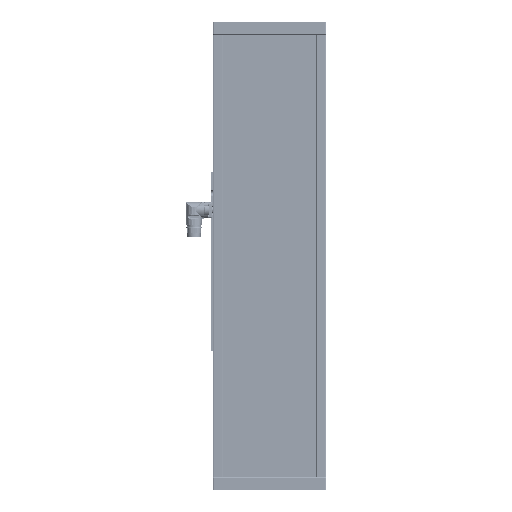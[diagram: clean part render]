
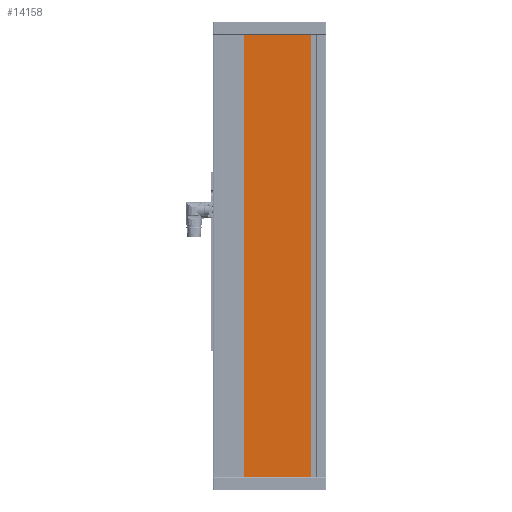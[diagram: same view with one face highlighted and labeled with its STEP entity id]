
A CAD part, left-side view. The second image highlights one B-rep face of the part: STEP entity #14158.
In plain terms, the highlighted planar face has unit normal (-1, 0, 0).
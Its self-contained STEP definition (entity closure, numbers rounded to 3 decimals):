
#9966 = DIRECTION ( 'NONE',  ( 0., -1., 0. ) ) ;
#14158 = ADVANCED_FACE ( 'NONE', ( #145030 ), #61288, .F. ) ;
#24481 = ORIENTED_EDGE ( 'NONE', *, *, #25814, .F. ) ;
#25814 = EDGE_CURVE ( 'NONE', #77429, #66783, #94688, .T. ) ;
#34094 = AXIS2_PLACEMENT_3D ( 'NONE', #89225, #158461, #72189 ) ;
#37950 = CARTESIAN_POINT ( 'NONE',  ( 0., -90., 700. ) ) ;
#39969 = EDGE_CURVE ( 'NONE', #152160, #152697, #176209, .T. ) ;
#41141 = CARTESIAN_POINT ( 'NONE',  ( 0., 40.9, 0. ) ) ;
#47383 = DIRECTION ( 'NONE',  ( 0., 0., 1. ) ) ;
#51329 = ORIENTED_EDGE ( 'NONE', *, *, #93486, .T. ) ;
#54986 = DIRECTION ( 'NONE',  ( 0., -1., 0. ) ) ;
#59971 = EDGE_CURVE ( 'NONE', #152160, #77429, #87082, .T. ) ;
#60232 = DIRECTION ( 'NONE',  ( 0., 0., 1. ) ) ;
#61288 = PLANE ( 'NONE',  #34094 ) ;
#62119 = VECTOR ( 'NONE', #54986, 1000. ) ;
#66783 = VERTEX_POINT ( 'NONE', #148967 ) ;
#72189 = DIRECTION ( 'NONE',  ( 0., 0., -1. ) ) ;
#74668 = CARTESIAN_POINT ( 'NONE',  ( 0., -65.4, 700. ) ) ;
#77097 = VECTOR ( 'NONE', #60232, 1000. ) ;
#77429 = VERTEX_POINT ( 'NONE', #123380 ) ;
#79652 = CARTESIAN_POINT ( 'NONE',  ( 0., -65.4, 0. ) ) ;
#84638 = VECTOR ( 'NONE', #47383, 1000. ) ;
#87082 = LINE ( 'NONE', #140220, #84638 ) ;
#89225 = CARTESIAN_POINT ( 'NONE',  ( 0., -90., 700. ) ) ;
#93486 = EDGE_CURVE ( 'NONE', #152697, #66783, #143069, .T. ) ;
#94688 = LINE ( 'NONE', #37950, #117447 ) ;
#117447 = VECTOR ( 'NONE', #9966, 1000. ) ;
#123380 = CARTESIAN_POINT ( 'NONE',  ( 0., 40.9, 700. ) ) ;
#140220 = CARTESIAN_POINT ( 'NONE',  ( 0., 40.9, 0. ) ) ;
#143069 = LINE ( 'NONE', #74668, #77097 ) ;
#145018 = ORIENTED_EDGE ( 'NONE', *, *, #59971, .F. ) ;
#145030 = FACE_OUTER_BOUND ( 'NONE', #150740, .T. ) ;
#148967 = CARTESIAN_POINT ( 'NONE',  ( 0., -65.4, 700. ) ) ;
#150740 = EDGE_LOOP ( 'NONE', ( #24481, #145018, #162123, #51329 ) ) ;
#152160 = VERTEX_POINT ( 'NONE', #41141 ) ;
#152697 = VERTEX_POINT ( 'NONE', #79652 ) ;
#158461 = DIRECTION ( 'NONE',  ( 1., 0., 0. ) ) ;
#162123 = ORIENTED_EDGE ( 'NONE', *, *, #39969, .T. ) ;
#176209 = LINE ( 'NONE', #176453, #62119 ) ;
#176453 = CARTESIAN_POINT ( 'NONE',  ( 0., -90., 0. ) ) ;
